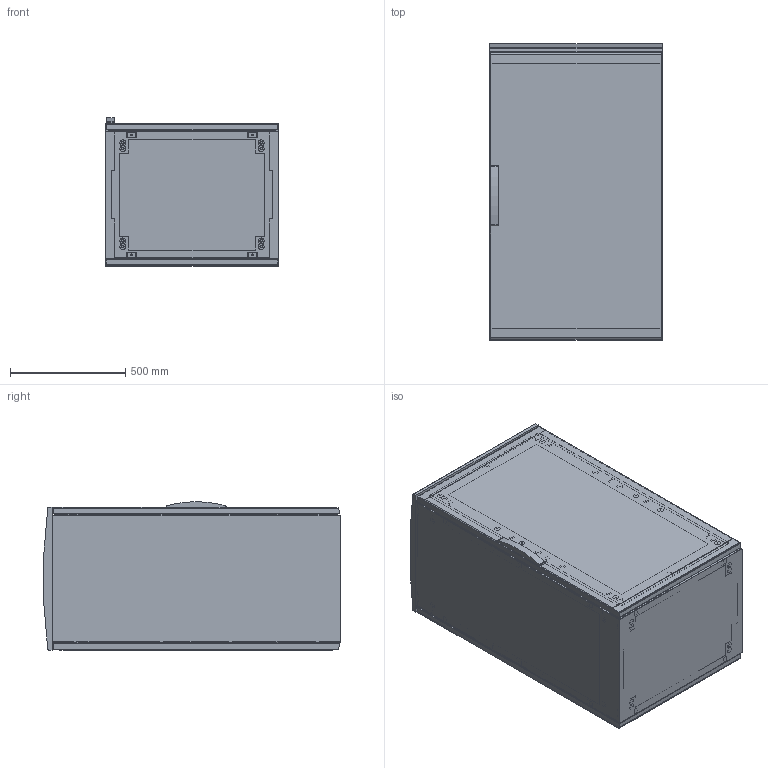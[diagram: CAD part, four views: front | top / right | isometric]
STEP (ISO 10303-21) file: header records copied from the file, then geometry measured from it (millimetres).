
FILE_DESCRIPTION((''),'2;1');
FILE_NAME('NSYPLA1276G_ASM','2016-05-11T',('SESA52087'),('Schneider-Electric'),'PRO/ENGINEER BY PARAMETRIC TECHNOLOGY CORPORATION, 2014310','PRO/ENGINEER BY PARAMETRIC TECHNOLOGY CORPORATION, 2014310','');
FILE_SCHEMA(('CONFIG_CONTROL_DESIGN'));
Products named in the file (6): CUERPO126PLA_1; PL127_1; PL127C_1; NSYPLA1276G_ASM_1_ASM; TEJ76; NSYPLA1276G_ASM
Assembly tree (5 placements, depth 3):
  NSYPLA1276G_ASM
    NSYPLA1276G_ASM_1_ASM
      CUERPO126PLA_1
      PL127_1
      PL127C_1
    TEJ76
Bounding box: 750 x 1285.64 x 643.68 mm (x, y, z)
Volume: 32360225 mm3; surface area: 11033232.8 mm2
Topology: 4 solids, 4 shells, 2275 faces, 5754 edges, 3729 vertices
Faces by surface type: plane 1341, cylinder 658, cone 228, sphere 32, torus 16
Entity records: 69558 total; most frequent: CARTESIAN_POINT 13885, DIRECTION 11591, ORIENTED_EDGE 11460, EDGE_CURVE 5730, AXIS2_PLACEMENT_3D 4017, VERTEX_POINT 3729, VECTOR 3557, LINE 3557
